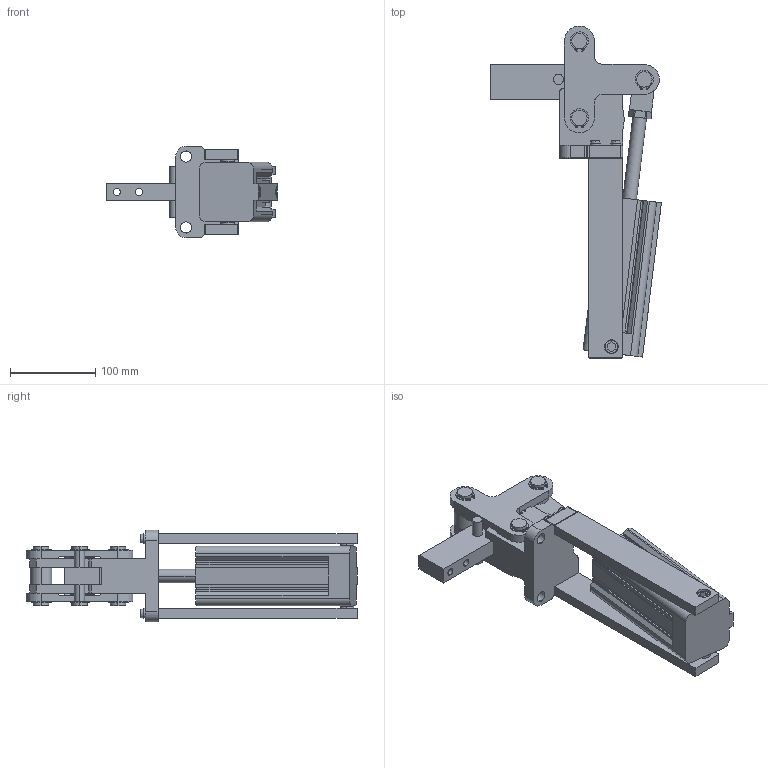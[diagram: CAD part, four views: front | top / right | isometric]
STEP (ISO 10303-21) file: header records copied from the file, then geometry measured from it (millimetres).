
FILE_DESCRIPTION((''),'2;1');
FILE_NAME('ILCP92270','2023-12-20T11:09:54',('rkuestersteffen'),(''),'CREO PARAMETRIC BY PTC INC, 2021164','CREO PARAMETRIC BY PTC INC, 2021164','');
FILE_SCHEMA(('AUTOMOTIVE_DESIGN { 1 0 10303 214 1 1 1 1 }'));
Length unit declared in the file: inch
Products named in the file (1): ILCP92270
Bounding box: 200.03 x 388.5 x 107 mm (x, y, z)
Volume: 1583388.1 mm3; surface area: 249702.5 mm2
Topology: 5 solids, 9 shells, 585 faces, 1533 edges, 1008 vertices
Faces by surface type: plane 312, cylinder 241, torus 20, cone 12
Entity records: 18463 total; most frequent: DIRECTION 3300, CARTESIAN_POINT 3196, ORIENTED_EDGE 3054, EDGE_CURVE 1527, AXIS2_PLACEMENT_3D 1171, VERTEX_POINT 1008, VECTOR 955, LINE 955
